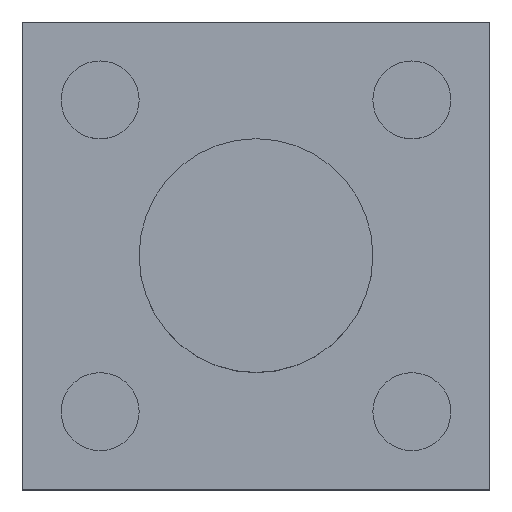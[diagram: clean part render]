
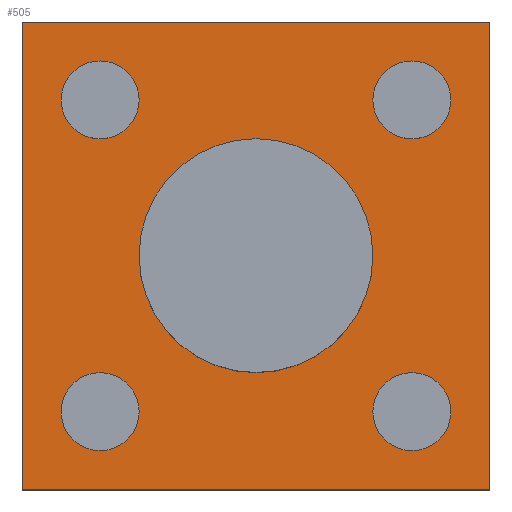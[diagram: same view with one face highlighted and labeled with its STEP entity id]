
A CAD part, top view. The second image highlights one B-rep face of the part: STEP entity #505.
In plain terms, the highlighted planar face has unit normal (0, 0, 1).
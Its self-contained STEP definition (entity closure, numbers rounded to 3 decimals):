
#56=FACE_OUTER_BOUND('',#95,.T.);
#95=EDGE_LOOP('',(#375,#376,#377,#378));
#138=LINE('',#792,#191);
#141=LINE('',#798,#194);
#144=LINE('',#804,#197);
#147=LINE('',#808,#200);
#191=VECTOR('',#635,10.);
#194=VECTOR('',#640,10.);
#197=VECTOR('',#645,10.);
#200=VECTOR('',#650,10.);
#240=VERTEX_POINT('',#789);
#241=VERTEX_POINT('',#791);
#243=VERTEX_POINT('',#797);
#245=VERTEX_POINT('',#803);
#286=EDGE_CURVE('',#241,#240,#138,.T.);
#289=EDGE_CURVE('',#243,#241,#141,.T.);
#292=EDGE_CURVE('',#245,#243,#144,.T.);
#295=EDGE_CURVE('',#240,#245,#147,.T.);
#375=ORIENTED_EDGE('',*,*,#295,.T.);
#376=ORIENTED_EDGE('',*,*,#292,.T.);
#377=ORIENTED_EDGE('',*,*,#289,.T.);
#378=ORIENTED_EDGE('',*,*,#286,.T.);
#471=PLANE('',#566);
#505=ADVANCED_FACE('',(#56),#471,.T.);
#566=AXIS2_PLACEMENT_3D('',#809,#651,#652);
#635=DIRECTION('',(0.,-1.,0.));
#640=DIRECTION('',(-1.,0.,0.));
#645=DIRECTION('',(0.,1.,0.));
#650=DIRECTION('',(1.,0.,0.));
#651=DIRECTION('center_axis',(0.,0.,1.));
#652=DIRECTION('ref_axis',(1.,0.,0.));
#789=CARTESIAN_POINT('',(-3.,-3.,3.));
#791=CARTESIAN_POINT('',(-3.,3.,3.));
#792=CARTESIAN_POINT('',(-3.,-3.,3.));
#797=CARTESIAN_POINT('',(3.,3.,3.));
#798=CARTESIAN_POINT('',(-3.,3.,3.));
#803=CARTESIAN_POINT('',(3.,-3.,3.));
#804=CARTESIAN_POINT('',(3.,3.,3.));
#808=CARTESIAN_POINT('',(3.,-3.,3.));
#809=CARTESIAN_POINT('Origin',(0.,0.,3.));
